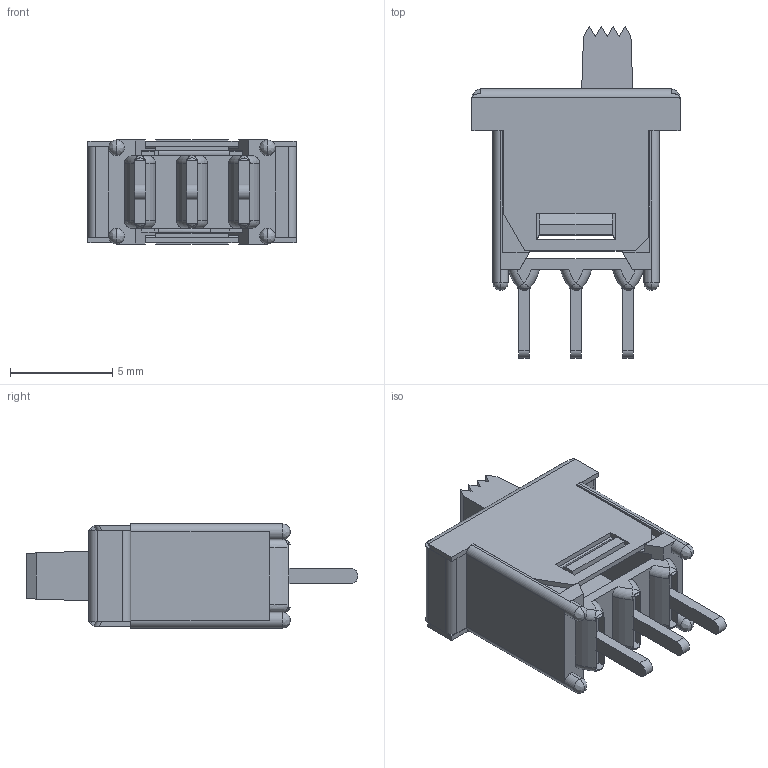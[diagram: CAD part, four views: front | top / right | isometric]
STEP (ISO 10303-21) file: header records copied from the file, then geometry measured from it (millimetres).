
FILE_DESCRIPTION((''),'2;1');
FILE_NAME('TS03C_SW0001_PRT','2013-10-29T',('jtrepler'),(''),'PRO/ENGINEER BY PARAMETRIC TECHNOLOGY CORPORATION, 2011410','PRO/ENGINEER BY PARAMETRIC TECHNOLOGY CORPORATION, 2011410','');
FILE_SCHEMA(('AUTOMOTIVE_DESIGN_CC2 { 1 2 10303 214 -1 1 5 2 }'));
Length unit declared in the file: inch
Products named in the file (1): TS03C_SW0001_PRT
Bounding box: 10.16 x 16.21 x 5.08 mm (x, y, z)
Volume: 167.1 mm3; surface area: 1000.8 mm2
Topology: 2 solids, 2 shells, 391 faces, 1096 edges, 690 vertices
Faces by surface type: plane 286, cylinder 57, bspline 26, torus 16, sphere 6
Entity records: 13465 total; most frequent: CARTESIAN_POINT 3441, ORIENTED_EDGE 2192, DIRECTION 1936, EDGE_CURVE 1096, VECTOR 814, LINE 814, VERTEX_POINT 690, AXIS2_PLACEMENT_3D 561
